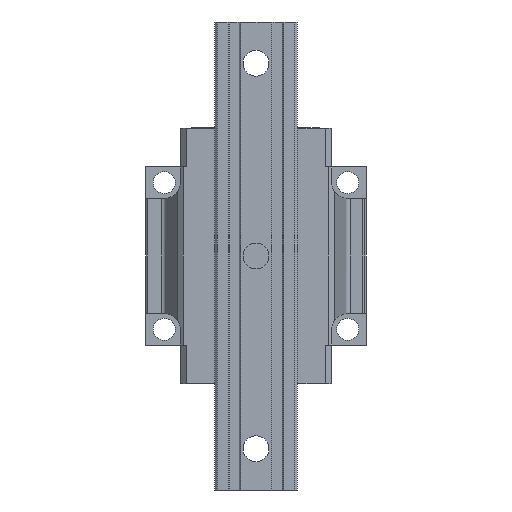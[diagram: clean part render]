
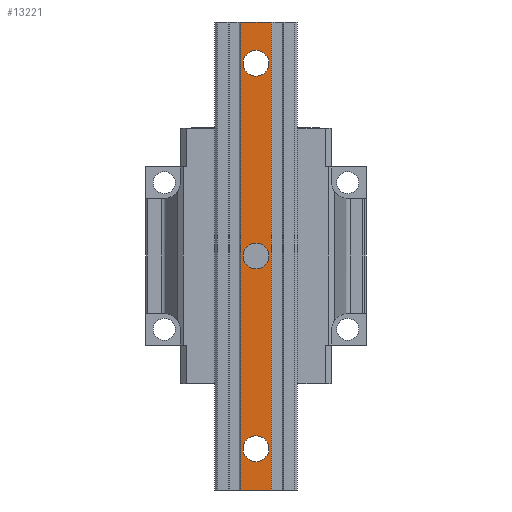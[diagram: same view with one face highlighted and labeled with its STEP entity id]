
A CAD part, front view. The second image highlights one B-rep face of the part: STEP entity #13221.
In plain terms, the highlighted planar face has unit normal (0, -1, 0).
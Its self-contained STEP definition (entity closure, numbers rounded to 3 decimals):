
#12015=DIRECTION('',(1.,0.,0.));
#12016=VECTOR('',#12015,16.5);
#12017=CARTESIAN_POINT('',(-8.25,-38.,-127.5));
#12018=LINE('',#12017,#12016);
#12169=DIRECTION('',(0.,0.,1.));
#12170=VECTOR('',#12169,255.);
#12171=CARTESIAN_POINT('',(8.25,-38.,-127.5));
#12172=LINE('',#12171,#12170);
#12173=DIRECTION('',(0.,0.,1.));
#12174=VECTOR('',#12173,255.);
#12175=CARTESIAN_POINT('',(-8.25,-38.,-127.5));
#12176=LINE('',#12175,#12174);
#12177=CARTESIAN_POINT('',(0.,-38.,0.));
#12178=DIRECTION('',(0.,1.,0.));
#12179=DIRECTION('',(-1.,0.,0.));
#12180=AXIS2_PLACEMENT_3D('',#12177,#12178,#12179);
#12182=CARTESIAN_POINT('',(0.,-38.,0.));
#12183=DIRECTION('',(0.,1.,0.));
#12184=DIRECTION('',(1.,0.,0.));
#12185=AXIS2_PLACEMENT_3D('',#12182,#12183,#12184);
#12187=CARTESIAN_POINT('',(0.,-38.,105.));
#12188=DIRECTION('',(0.,1.,0.));
#12189=DIRECTION('',(-1.,0.,0.));
#12190=AXIS2_PLACEMENT_3D('',#12187,#12188,#12189);
#12192=CARTESIAN_POINT('',(0.,-38.,105.));
#12193=DIRECTION('',(0.,1.,0.));
#12194=DIRECTION('',(1.,0.,0.));
#12195=AXIS2_PLACEMENT_3D('',#12192,#12193,#12194);
#12197=CARTESIAN_POINT('',(0.,-38.,-105.));
#12198=DIRECTION('',(0.,1.,0.));
#12199=DIRECTION('',(-1.,0.,0.));
#12200=AXIS2_PLACEMENT_3D('',#12197,#12198,#12199);
#12202=CARTESIAN_POINT('',(0.,-38.,-105.));
#12203=DIRECTION('',(0.,1.,0.));
#12204=DIRECTION('',(1.,0.,0.));
#12205=AXIS2_PLACEMENT_3D('',#12202,#12203,#12204);
#12408=DIRECTION('',(1.,0.,0.));
#12409=VECTOR('',#12408,16.5);
#12410=CARTESIAN_POINT('',(-8.25,-38.,127.5));
#12411=LINE('',#12410,#12409);
#12661=CARTESIAN_POINT('',(-8.25,-38.,-127.5));
#12662=VERTEX_POINT('',#12661);
#12663=CARTESIAN_POINT('',(8.25,-38.,-127.5));
#12664=VERTEX_POINT('',#12663);
#12745=CARTESIAN_POINT('',(-8.25,-38.,127.5));
#12746=VERTEX_POINT('',#12745);
#12747=CARTESIAN_POINT('',(8.25,-38.,127.5));
#12748=VERTEX_POINT('',#12747);
#12783=CARTESIAN_POINT('',(-7.,-38.,0.));
#12784=CARTESIAN_POINT('',(7.,-38.,0.));
#12785=VERTEX_POINT('',#12783);
#12786=VERTEX_POINT('',#12784);
#12787=CARTESIAN_POINT('',(-7.,-38.,105.));
#12788=CARTESIAN_POINT('',(7.,-38.,105.));
#12789=VERTEX_POINT('',#12787);
#12790=VERTEX_POINT('',#12788);
#12791=CARTESIAN_POINT('',(-7.,-38.,-105.));
#12792=CARTESIAN_POINT('',(7.,-38.,-105.));
#12793=VERTEX_POINT('',#12791);
#12794=VERTEX_POINT('',#12792);
#13190=CARTESIAN_POINT('',(-8.25,-38.,-127.5));
#13191=DIRECTION('',(0.,-1.,0.));
#13192=DIRECTION('',(1.,0.,0.));
#13193=AXIS2_PLACEMENT_3D('',#13190,#13191,#13192);
#13194=PLANE('',#13193);
#13195=ORIENTED_EDGE('',*,*,#12882,.F.);
#13197=ORIENTED_EDGE('',*,*,#13196,.T.);
#13199=ORIENTED_EDGE('',*,*,#13198,.T.);
#13200=ORIENTED_EDGE('',*,*,#13182,.F.);
#13201=EDGE_LOOP('',(#13195,#13197,#13199,#13200));
#13202=FACE_OUTER_BOUND('',#13201,.F.);
#13204=ORIENTED_EDGE('',*,*,#13203,.F.);
#13206=ORIENTED_EDGE('',*,*,#13205,.F.);
#13207=EDGE_LOOP('',(#13204,#13206));
#13208=FACE_BOUND('',#13207,.F.);
#13210=ORIENTED_EDGE('',*,*,#13209,.F.);
#13212=ORIENTED_EDGE('',*,*,#13211,.F.);
#13213=EDGE_LOOP('',(#13210,#13212));
#13214=FACE_BOUND('',#13213,.F.);
#13216=ORIENTED_EDGE('',*,*,#13215,.F.);
#13218=ORIENTED_EDGE('',*,*,#13217,.F.);
#13219=EDGE_LOOP('',(#13216,#13218));
#13220=FACE_BOUND('',#13219,.F.);
#13221=ADVANCED_FACE('',(#13202,#13208,#13214,#13220),#13194,.T.);
#12181=CIRCLE('',#12180,7.);
#12186=CIRCLE('',#12185,7.);
#12191=CIRCLE('',#12190,7.);
#12196=CIRCLE('',#12195,7.);
#12201=CIRCLE('',#12200,7.);
#12206=CIRCLE('',#12205,7.);
#12882=EDGE_CURVE('',#12662,#12664,#12018,.T.);
#13182=EDGE_CURVE('',#12664,#12748,#12172,.T.);
#13196=EDGE_CURVE('',#12662,#12746,#12176,.T.);
#13198=EDGE_CURVE('',#12746,#12748,#12411,.T.);
#13203=EDGE_CURVE('',#12785,#12786,#12181,.T.);
#13205=EDGE_CURVE('',#12786,#12785,#12186,.T.);
#13209=EDGE_CURVE('',#12789,#12790,#12191,.T.);
#13211=EDGE_CURVE('',#12790,#12789,#12196,.T.);
#13215=EDGE_CURVE('',#12793,#12794,#12201,.T.);
#13217=EDGE_CURVE('',#12794,#12793,#12206,.T.);
